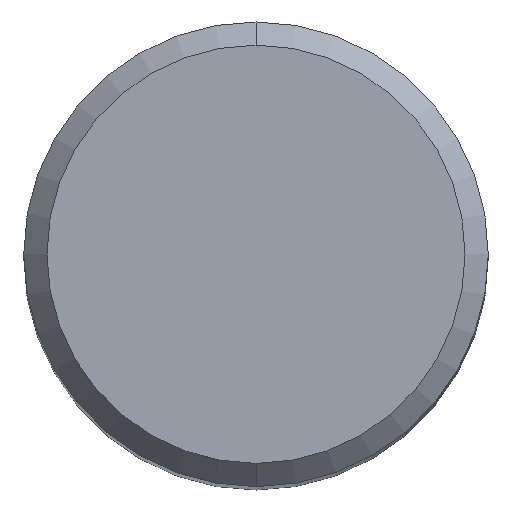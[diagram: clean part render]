
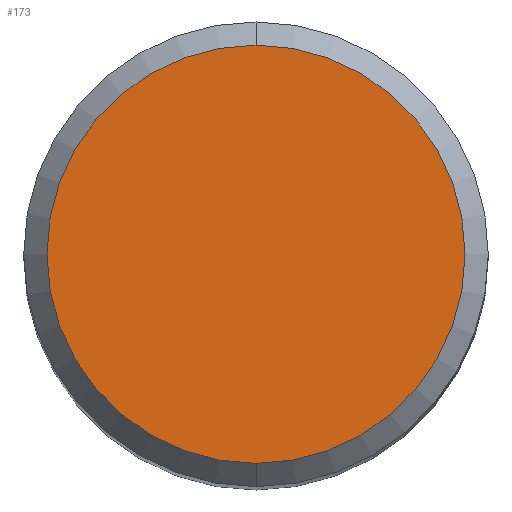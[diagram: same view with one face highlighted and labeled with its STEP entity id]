
A CAD part, top view. The second image highlights one B-rep face of the part: STEP entity #173.
In plain terms, the highlighted planar face has unit normal (0, 0, 1).
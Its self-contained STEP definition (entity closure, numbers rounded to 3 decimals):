
#157=VERTEX_POINT('',#315);
#173=ADVANCED_FACE('',(#334),#335,.T.);
#185=EDGE_CURVE('',#219,#157,#348,.T.);
#207=EDGE_CURVE('',#157,#219,#373,.T.);
#219=VERTEX_POINT('',#385);
#315=CARTESIAN_POINT('',(0.,-3.6,0.0));
#334=FACE_OUTER_BOUND('',#525,.T.);
#335=PLANE('',#526);
#348=CIRCLE('',#545,3.6);
#373=CIRCLE('',#570,3.6);
#385=CARTESIAN_POINT('',(0.0,3.6,0.0));
#525=EDGE_LOOP('',(#714,#715));
#526=AXIS2_PLACEMENT_3D('',#716,#717,#718);
#545=AXIS2_PLACEMENT_3D('',#732,#733,#734);
#570=AXIS2_PLACEMENT_3D('',#764,#765,#766);
#714=ORIENTED_EDGE('',*,*,#185,.F.);
#715=ORIENTED_EDGE('',*,*,#207,.F.);
#716=CARTESIAN_POINT('',(0.0,1.8,0.0));
#717=DIRECTION('',(-0.0,0.0,1.0));
#718=DIRECTION('',(0.0,-1.0,0.0));
#732=CARTESIAN_POINT('',(0.0,0.0,0.0));
#733=DIRECTION('',(0.0,0.0,-1.0));
#734=DIRECTION('',(0.0,1.0,0.0));
#764=CARTESIAN_POINT('',(0.0,0.0,0.0));
#765=DIRECTION('',(0.0,0.0,-1.0));
#766=DIRECTION('',(0.0,1.0,0.0));
